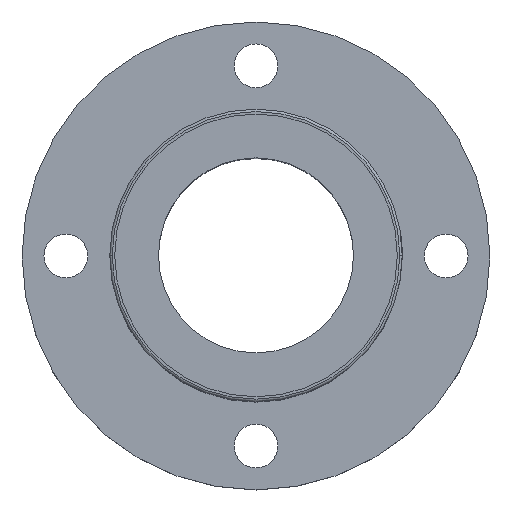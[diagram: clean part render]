
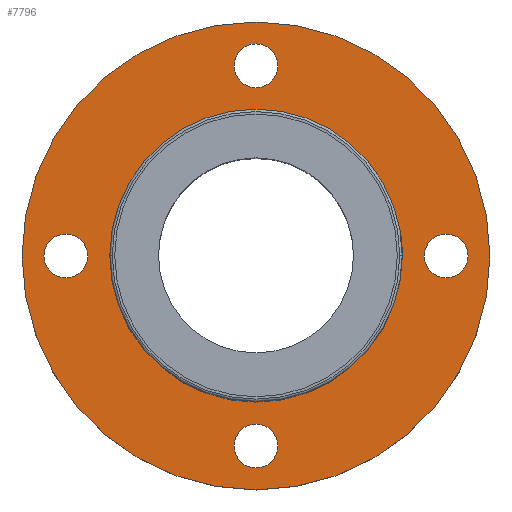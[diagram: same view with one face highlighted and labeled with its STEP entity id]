
A CAD part, top view. The second image highlights one B-rep face of the part: STEP entity #7796.
In plain terms, the highlighted planar face has unit normal (0, 0, 1).
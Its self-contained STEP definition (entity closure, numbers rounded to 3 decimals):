
#73 = VERTEX_POINT ( 'NONE', #14014 ) ;
#201 = AXIS2_PLACEMENT_3D ( 'NONE', #9315, #8158, #12874 ) ;
#265 = CARTESIAN_POINT ( 'NONE',  ( 0., 0., 0. ) ) ;
#312 = CIRCLE ( 'NONE', #11698, 30. ) ;
#379 = CARTESIAN_POINT ( 'NONE',  ( 43.5, 0., 0. ) ) ;
#413 = CARTESIAN_POINT ( 'NONE',  ( 0., 39., 0. ) ) ;
#524 = DIRECTION ( 'NONE',  ( 0., 0., -1. ) ) ;
#696 = AXIS2_PLACEMENT_3D ( 'NONE', #413, #14889, #5141 ) ;
#1022 = ORIENTED_EDGE ( 'NONE', *, *, #1639, .T. ) ;
#1072 = DIRECTION ( 'NONE',  ( -1., 0., 0. ) ) ;
#1089 = DIRECTION ( 'NONE',  ( -1., 0., 0. ) ) ;
#1397 = VERTEX_POINT ( 'NONE', #11127 ) ;
#1463 = CARTESIAN_POINT ( 'NONE',  ( -39., 0., 0. ) ) ;
#1465 = AXIS2_PLACEMENT_3D ( 'NONE', #2930, #524, #1601 ) ;
#1601 = DIRECTION ( 'NONE',  ( -1., 0., 0. ) ) ;
#1602 = FACE_BOUND ( 'NONE', #5833, .T. ) ;
#1638 = ORIENTED_EDGE ( 'NONE', *, *, #3425, .T. ) ;
#1639 = EDGE_CURVE ( 'NONE', #11266, #1397, #13309, .T. ) ;
#1667 = ORIENTED_EDGE ( 'NONE', *, *, #3273, .T. ) ;
#1724 = ORIENTED_EDGE ( 'NONE', *, *, #9706, .T. ) ;
#1779 = EDGE_LOOP ( 'NONE', ( #1989, #3667 ) ) ;
#1989 = ORIENTED_EDGE ( 'NONE', *, *, #2853, .F. ) ;
#1997 = CARTESIAN_POINT ( 'NONE',  ( -39., 0., 0. ) ) ;
#2261 = DIRECTION ( 'NONE',  ( -1., 0., 0. ) ) ;
#2277 = CARTESIAN_POINT ( 'NONE',  ( 0., 0., 0. ) ) ;
#2344 = FACE_OUTER_BOUND ( 'NONE', #6455, .T. ) ;
#2350 = CARTESIAN_POINT ( 'NONE',  ( 48., 0., 0. ) ) ;
#2413 = FACE_BOUND ( 'NONE', #11558, .T. ) ;
#2694 = ORIENTED_EDGE ( 'NONE', *, *, #13173, .T. ) ;
#2713 = CIRCLE ( 'NONE', #14825, 30. ) ;
#2753 = VERTEX_POINT ( 'NONE', #11185 ) ;
#2787 = CARTESIAN_POINT ( 'NONE',  ( -4.5, -39., 0. ) ) ;
#2853 = EDGE_CURVE ( 'NONE', #73, #4053, #312, .T. ) ;
#2930 = CARTESIAN_POINT ( 'NONE',  ( 0., -39., 0. ) ) ;
#3081 = CARTESIAN_POINT ( 'NONE',  ( 39., 0., 0. ) ) ;
#3273 = EDGE_CURVE ( 'NONE', #3327, #2753, #7901, .T. ) ;
#3324 = VERTEX_POINT ( 'NONE', #379 ) ;
#3327 = VERTEX_POINT ( 'NONE', #7439 ) ;
#3418 = VERTEX_POINT ( 'NONE', #11612 ) ;
#3425 = EDGE_CURVE ( 'NONE', #2753, #3327, #12095, .T. ) ;
#3496 = DIRECTION ( 'NONE',  ( 0., 0., -1. ) ) ;
#3597 = DIRECTION ( 'NONE',  ( -1., 0., 0. ) ) ;
#3667 = ORIENTED_EDGE ( 'NONE', *, *, #9896, .F. ) ;
#3890 = CIRCLE ( 'NONE', #5628, 48. ) ;
#4053 = VERTEX_POINT ( 'NONE', #12383 ) ;
#4164 = DIRECTION ( 'NONE',  ( -1., 0., 0. ) ) ;
#4506 = EDGE_LOOP ( 'NONE', ( #14898, #1022 ) ) ;
#4540 = VERTEX_POINT ( 'NONE', #2350 ) ;
#4582 = PLANE ( 'NONE',  #201 ) ;
#4654 = CIRCLE ( 'NONE', #12330, 4.5 ) ;
#5141 = DIRECTION ( 'NONE',  ( -1., 0., 0. ) ) ;
#5175 = CIRCLE ( 'NONE', #13814, 48. ) ;
#5265 = DIRECTION ( 'NONE',  ( 0., 0., 1. ) ) ;
#5310 = CARTESIAN_POINT ( 'NONE',  ( -4.5, 39., 0. ) ) ;
#5628 = AXIS2_PLACEMENT_3D ( 'NONE', #8376, #3496, #2261 ) ;
#5734 = EDGE_CURVE ( 'NONE', #8035, #4540, #3890, .T. ) ;
#5833 = EDGE_LOOP ( 'NONE', ( #12382, #7089 ) ) ;
#5936 = AXIS2_PLACEMENT_3D ( 'NONE', #3081, #11138, #4164 ) ;
#6176 = CIRCLE ( 'NONE', #1465, 4.5 ) ;
#6346 = CARTESIAN_POINT ( 'NONE',  ( 0., 0., 0. ) ) ;
#6455 = EDGE_LOOP ( 'NONE', ( #7072, #7825 ) ) ;
#6739 = DIRECTION ( 'NONE',  ( 0., 0., -1. ) ) ;
#6811 = CARTESIAN_POINT ( 'NONE',  ( 0., 39., 0. ) ) ;
#6906 = DIRECTION ( 'NONE',  ( 0., 0., -1. ) ) ;
#6989 = CARTESIAN_POINT ( 'NONE',  ( 39., 0., 0. ) ) ;
#7011 = DIRECTION ( 'NONE',  ( 1., 0., 0. ) ) ;
#7072 = ORIENTED_EDGE ( 'NONE', *, *, #9131, .F. ) ;
#7089 = ORIENTED_EDGE ( 'NONE', *, *, #13172, .T. ) ;
#7192 = CIRCLE ( 'NONE', #10167, 4.5 ) ;
#7439 = CARTESIAN_POINT ( 'NONE',  ( -43.5, 0., 0. ) ) ;
#7796 = ADVANCED_FACE ( 'NONE', ( #12224, #2344, #14173, #12946, #1602, #2413 ), #4582, .F. ) ;
#7825 = ORIENTED_EDGE ( 'NONE', *, *, #5734, .F. ) ;
#7901 = CIRCLE ( 'NONE', #9640, 4.5 ) ;
#8035 = VERTEX_POINT ( 'NONE', #10195 ) ;
#8034 = CARTESIAN_POINT ( 'NONE',  ( 34.5, 0., 0. ) ) ;
#8158 = DIRECTION ( 'NONE',  ( 0., 0., -1. ) ) ;
#8194 = CIRCLE ( 'NONE', #9416, 4.5 ) ;
#8367 = DIRECTION ( 'NONE',  ( -1., 0., 0. ) ) ;
#8376 = CARTESIAN_POINT ( 'NONE',  ( 0., 0., 0. ) ) ;
#9131 = EDGE_CURVE ( 'NONE', #4540, #8035, #5175, .T. ) ;
#9288 = DIRECTION ( 'NONE',  ( 0., 0., -1. ) ) ;
#9315 = CARTESIAN_POINT ( 'NONE',  ( 0., 0., 0. ) ) ;
#9383 = AXIS2_PLACEMENT_3D ( 'NONE', #1997, #9288, #11450 ) ;
#9416 = AXIS2_PLACEMENT_3D ( 'NONE', #6989, #12857, #1089 ) ;
#9470 = DIRECTION ( 'NONE',  ( -1., 0., 0. ) ) ;
#9640 = AXIS2_PLACEMENT_3D ( 'NONE', #1463, #13008, #9470 ) ;
#9706 = EDGE_CURVE ( 'NONE', #3324, #11003, #15310, .T. ) ;
#9716 = EDGE_CURVE ( 'NONE', #3418, #14172, #6176, .T. ) ;
#9896 = EDGE_CURVE ( 'NONE', #4053, #73, #2713, .T. ) ;
#10167 = AXIS2_PLACEMENT_3D ( 'NONE', #10695, #6906, #8367 ) ;
#10195 = CARTESIAN_POINT ( 'NONE',  ( -48., 0., 0. ) ) ;
#10671 = EDGE_CURVE ( 'NONE', #1397, #11266, #4654, .T. ) ;
#10695 = CARTESIAN_POINT ( 'NONE',  ( 0., -39., 0. ) ) ;
#11003 = VERTEX_POINT ( 'NONE', #8034 ) ;
#11127 = CARTESIAN_POINT ( 'NONE',  ( 4.5, 39., 0. ) ) ;
#11138 = DIRECTION ( 'NONE',  ( 0., 0., -1. ) ) ;
#11185 = CARTESIAN_POINT ( 'NONE',  ( -34.5, 0., 0. ) ) ;
#11266 = VERTEX_POINT ( 'NONE', #5310 ) ;
#11450 = DIRECTION ( 'NONE',  ( -1., 0., 0. ) ) ;
#11558 = EDGE_LOOP ( 'NONE', ( #1724, #2694 ) ) ;
#11612 = CARTESIAN_POINT ( 'NONE',  ( 4.5, -39., 0. ) ) ;
#11698 = AXIS2_PLACEMENT_3D ( 'NONE', #2277, #15272, #7011 ) ;
#12095 = CIRCLE ( 'NONE', #9383, 4.5 ) ;
#12224 = FACE_BOUND ( 'NONE', #1779, .T. ) ;
#12330 = AXIS2_PLACEMENT_3D ( 'NONE', #6811, #6739, #1072 ) ;
#12382 = ORIENTED_EDGE ( 'NONE', *, *, #9716, .T. ) ;
#12383 = CARTESIAN_POINT ( 'NONE',  ( 30., 0., 0. ) ) ;
#12469 = EDGE_LOOP ( 'NONE', ( #1638, #1667 ) ) ;
#12857 = DIRECTION ( 'NONE',  ( 0., 0., -1. ) ) ;
#12874 = DIRECTION ( 'NONE',  ( -1., 0., 0. ) ) ;
#12946 = FACE_BOUND ( 'NONE', #12469, .T. ) ;
#13008 = DIRECTION ( 'NONE',  ( 0., 0., -1. ) ) ;
#13172 = EDGE_CURVE ( 'NONE', #14172, #3418, #7192, .T. ) ;
#13173 = EDGE_CURVE ( 'NONE', #11003, #3324, #8194, .T. ) ;
#13309 = CIRCLE ( 'NONE', #696, 4.5 ) ;
#13814 = AXIS2_PLACEMENT_3D ( 'NONE', #265, #14267, #3597 ) ;
#14014 = CARTESIAN_POINT ( 'NONE',  ( -30., 0., 0. ) ) ;
#14172 = VERTEX_POINT ( 'NONE', #2787 ) ;
#14173 = FACE_BOUND ( 'NONE', #4506, .T. ) ;
#14267 = DIRECTION ( 'NONE',  ( 0., 0., -1. ) ) ;
#14621 = DIRECTION ( 'NONE',  ( 1., 0., 0. ) ) ;
#14825 = AXIS2_PLACEMENT_3D ( 'NONE', #6346, #5265, #14621 ) ;
#14889 = DIRECTION ( 'NONE',  ( 0., 0., -1. ) ) ;
#14898 = ORIENTED_EDGE ( 'NONE', *, *, #10671, .T. ) ;
#15272 = DIRECTION ( 'NONE',  ( 0., 0., 1. ) ) ;
#15310 = CIRCLE ( 'NONE', #5936, 4.5 ) ;
